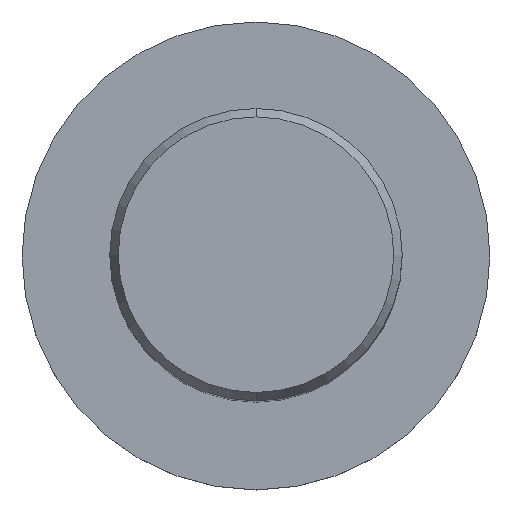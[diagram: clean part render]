
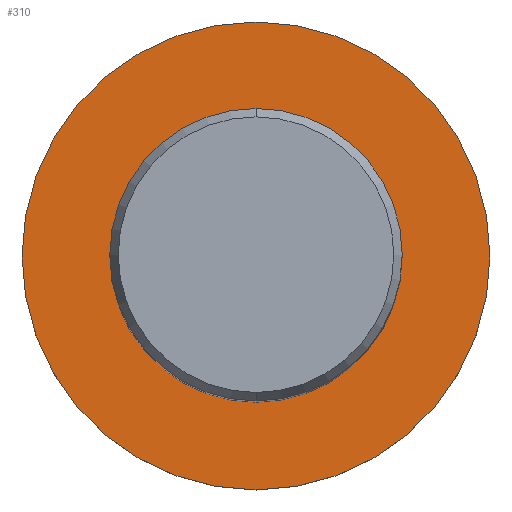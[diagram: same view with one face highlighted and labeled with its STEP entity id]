
A CAD part, top view. The second image highlights one B-rep face of the part: STEP entity #310.
In plain terms, the highlighted planar face has unit normal (0, 0, 1).
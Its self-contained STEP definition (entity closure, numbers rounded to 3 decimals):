
#190=VERTEX_POINT('',#478);
#206=EDGE_CURVE('',#190,#268,#496,.T.);
#234=EDGE_CURVE('',#266,#402,#528,.T.);
#266=VERTEX_POINT('',#563);
#268=VERTEX_POINT('',#565);
#310=ADVANCED_FACE('',(#611,#612),#613,.T.);
#316=EDGE_CURVE('',#268,#190,#619,.T.);
#382=EDGE_CURVE('',#402,#266,#692,.T.);
#402=VERTEX_POINT('',#715);
#478=CARTESIAN_POINT('',(0.,-10.0,-50.0));
#496=CIRCLE('',#843,10.0);
#528=CIRCLE('',#916,16.0);
#563=CARTESIAN_POINT('',(0.,-16.0,-50.0));
#565=CARTESIAN_POINT('',(0.0,10.0,-50.0));
#611=FACE_BOUND('',#1116,.T.);
#612=FACE_OUTER_BOUND('',#1117,.T.);
#613=PLANE('',#1118);
#619=CIRCLE('',#1141,10.0);
#692=CIRCLE('',#1277,16.0);
#715=CARTESIAN_POINT('',(0.0,16.0,-50.0));
#843=AXIS2_PLACEMENT_3D('',#1443,#1444,#1445);
#916=AXIS2_PLACEMENT_3D('',#1480,#1481,#1482);
#1116=EDGE_LOOP('',(#1559,#1560));
#1117=EDGE_LOOP('',(#1561,#1562));
#1118=AXIS2_PLACEMENT_3D('',#1563,#1564,#1565);
#1141=AXIS2_PLACEMENT_3D('',#1566,#1567,#1568);
#1277=AXIS2_PLACEMENT_3D('',#1660,#1661,#1662);
#1443=CARTESIAN_POINT('',(0.0,0.0,-50.0));
#1444=DIRECTION('',(-0.0,0.0,-1.0));
#1445=DIRECTION('',(0.0,1.0,0.0));
#1480=CARTESIAN_POINT('',(0.0,0.0,-50.0));
#1481=DIRECTION('',(0.0,0.0,-1.0));
#1482=DIRECTION('',(0.0,1.0,0.0));
#1559=ORIENTED_EDGE('',*,*,#316,.T.);
#1560=ORIENTED_EDGE('',*,*,#206,.T.);
#1561=ORIENTED_EDGE('',*,*,#382,.F.);
#1562=ORIENTED_EDGE('',*,*,#234,.F.);
#1563=CARTESIAN_POINT('',(0.0,8.0,-50.0));
#1564=DIRECTION('',(-0.0,0.0,1.0));
#1565=DIRECTION('',(0.0,-1.0,0.0));
#1566=CARTESIAN_POINT('',(0.0,0.0,-50.0));
#1567=DIRECTION('',(-0.0,0.0,-1.0));
#1568=DIRECTION('',(0.0,1.0,0.0));
#1660=CARTESIAN_POINT('',(0.0,0.0,-50.0));
#1661=DIRECTION('',(0.0,0.0,-1.0));
#1662=DIRECTION('',(0.0,1.0,0.0));
